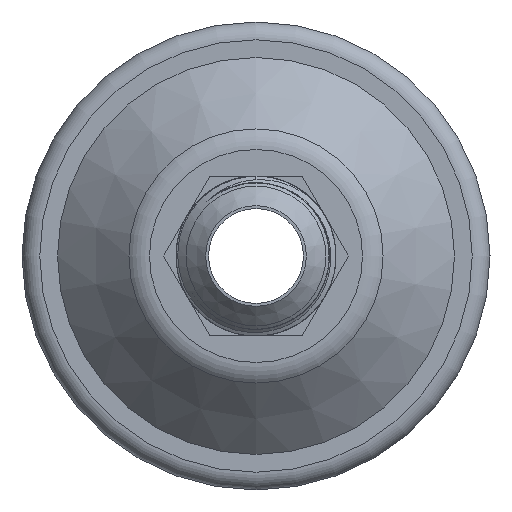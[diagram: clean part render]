
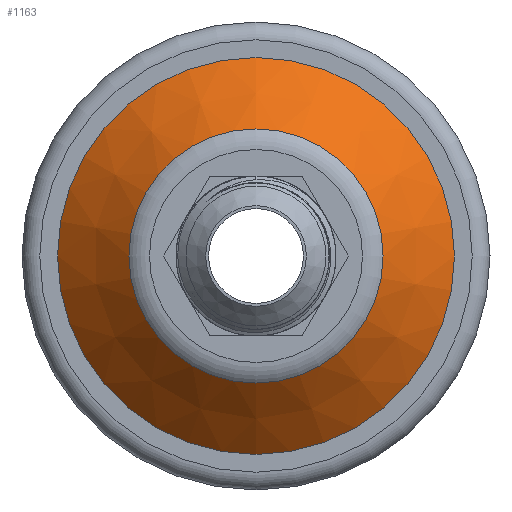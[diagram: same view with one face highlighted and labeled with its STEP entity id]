
A CAD part, left-side view. The second image highlights one B-rep face of the part: STEP entity #1163.
In plain terms, the highlighted conical face has half-angle 46.081 degrees and reference radius 33.5 mm.
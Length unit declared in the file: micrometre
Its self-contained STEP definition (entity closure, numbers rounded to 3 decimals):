
#107=FACE_OUTER_BOUND('',#171,.T.);
#171=EDGE_LOOP('',(#908,#909,#910,#911,#912,#913));
#260=CIRCLE('',#1292,21452.184);
#261=CIRCLE('',#1293,21452.184);
#265=CIRCLE('',#1298,33500.);
#266=CIRCLE('',#1299,33500.);
#349=LINE('',#2774,#417);
#417=VECTOR('',#1527,33500.);
#536=VERTEX_POINT('',#2760);
#537=VERTEX_POINT('',#2761);
#540=VERTEX_POINT('',#2770);
#541=VERTEX_POINT('',#2771);
#684=EDGE_CURVE('',#536,#537,#260,.T.);
#685=EDGE_CURVE('',#537,#536,#261,.T.);
#689=EDGE_CURVE('',#540,#541,#265,.T.);
#690=EDGE_CURVE('',#541,#540,#266,.T.);
#691=EDGE_CURVE('',#541,#537,#349,.T.);
#908=ORIENTED_EDGE('',*,*,#689,.F.);
#909=ORIENTED_EDGE('',*,*,#690,.F.);
#910=ORIENTED_EDGE('',*,*,#691,.T.);
#911=ORIENTED_EDGE('',*,*,#685,.T.);
#912=ORIENTED_EDGE('',*,*,#684,.T.);
#913=ORIENTED_EDGE('',*,*,#691,.F.);
#1129=CONICAL_SURFACE('',#1297,33500.,0.804);
#1163=ADVANCED_FACE('',(#107),#1129,.T.);
#1292=AXIS2_PLACEMENT_3D('',#2762,#1511,#1512);
#1293=AXIS2_PLACEMENT_3D('',#2763,#1513,#1514);
#1297=AXIS2_PLACEMENT_3D('',#2769,#1521,#1522);
#1298=AXIS2_PLACEMENT_3D('',#2772,#1523,#1524);
#1299=AXIS2_PLACEMENT_3D('',#2773,#1525,#1526);
#1511=DIRECTION('center_axis',(1.,0.,0.));
#1512=DIRECTION('ref_axis',(0.,0.,-1.));
#1513=DIRECTION('center_axis',(1.,0.,0.));
#1514=DIRECTION('ref_axis',(0.,0.,-1.));
#1521=DIRECTION('center_axis',(1.,0.,0.));
#1522=DIRECTION('ref_axis',(0.,0.,-1.));
#1523=DIRECTION('center_axis',(1.,0.,0.));
#1524=DIRECTION('ref_axis',(0.,0.,-1.));
#1525=DIRECTION('center_axis',(1.,0.,0.));
#1526=DIRECTION('ref_axis',(0.,0.,-1.));
#1527=DIRECTION('',(-0.694,0.,-0.72));
#2760=CARTESIAN_POINT('',(-96101.601,0.,-21452.184));
#2761=CARTESIAN_POINT('',(-96101.601,0.,21452.184));
#2762=CARTESIAN_POINT('Origin',(-96101.601,0.,0.));
#2763=CARTESIAN_POINT('Origin',(-96101.601,0.,0.));
#2769=CARTESIAN_POINT('Origin',(-84500.,0.,0.));
#2770=CARTESIAN_POINT('',(-84500.,0.,-33500.));
#2771=CARTESIAN_POINT('',(-84500.,0.,33500.));
#2772=CARTESIAN_POINT('Origin',(-84500.,0.,0.));
#2773=CARTESIAN_POINT('Origin',(-84500.,0.,0.));
#2774=CARTESIAN_POINT('',(-84500.,0.,33500.));
